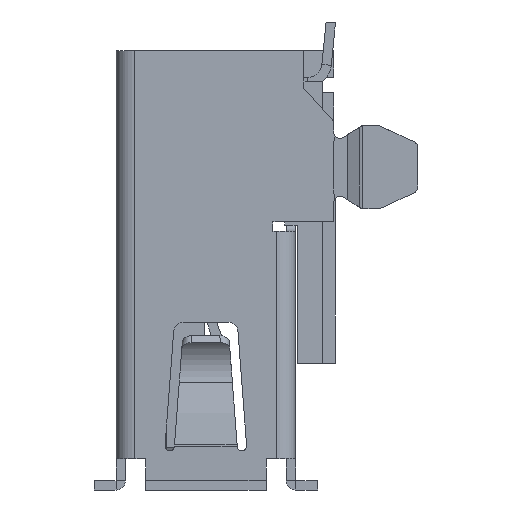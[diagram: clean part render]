
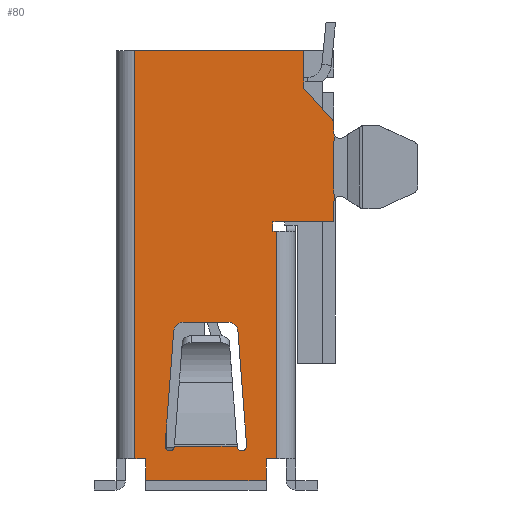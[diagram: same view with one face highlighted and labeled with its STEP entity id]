
A CAD part, left-side view. The second image highlights one B-rep face of the part: STEP entity #80.
In plain terms, the highlighted planar face has unit normal (-1, 0, 0).
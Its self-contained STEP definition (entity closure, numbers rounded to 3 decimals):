
#80=ADVANCED_FACE('3637',(#570,#571),#572,.F.);
#570=FACE_OUTER_BOUND('',#1499,.T.);
#571=FACE_BOUND('',#1500,.T.);
#572=PLANE('',#1501);
#1499=EDGE_LOOP('',(#2681,#2682,#2683,#2684,#2685,#2686,#2687,#2688,#2689,#2690,#2691,#2692,#2693,#2694,#2695,#2696,#2697,#2698,#2699,#2700));
#1500=EDGE_LOOP('',(#2701,#2702,#2703,#2704,#2705,#2706,#2707,#2708));
#1501=AXIS2_PLACEMENT_3D('',#2709,#2710,#2711);
#2681=ORIENTED_EDGE('',*,*,#6135,.T.);
#2682=ORIENTED_EDGE('',*,*,#6242,.F.);
#2683=ORIENTED_EDGE('',*,*,#6203,.T.);
#2684=ORIENTED_EDGE('',*,*,#6243,.F.);
#2685=ORIENTED_EDGE('',*,*,#6244,.T.);
#2686=ORIENTED_EDGE('',*,*,#6245,.T.);
#2687=ORIENTED_EDGE('',*,*,#6246,.T.);
#2688=ORIENTED_EDGE('',*,*,#6247,.T.);
#2689=ORIENTED_EDGE('',*,*,#6248,.T.);
#2690=ORIENTED_EDGE('',*,*,#6249,.F.);
#2691=ORIENTED_EDGE('',*,*,#6250,.T.);
#2692=ORIENTED_EDGE('',*,*,#6251,.F.);
#2693=ORIENTED_EDGE('',*,*,#6252,.T.);
#2694=ORIENTED_EDGE('',*,*,#6253,.F.);
#2695=ORIENTED_EDGE('',*,*,#6254,.T.);
#2696=ORIENTED_EDGE('',*,*,#6255,.T.);
#2697=ORIENTED_EDGE('',*,*,#6256,.T.);
#2698=ORIENTED_EDGE('',*,*,#6257,.F.);
#2699=ORIENTED_EDGE('',*,*,#6258,.F.);
#2700=ORIENTED_EDGE('',*,*,#6259,.F.);
#2701=ORIENTED_EDGE('',*,*,#6260,.F.);
#2702=ORIENTED_EDGE('',*,*,#6261,.T.);
#2703=ORIENTED_EDGE('',*,*,#6262,.F.);
#2704=ORIENTED_EDGE('',*,*,#6263,.F.);
#2705=ORIENTED_EDGE('',*,*,#6264,.T.);
#2706=ORIENTED_EDGE('',*,*,#6265,.F.);
#2707=ORIENTED_EDGE('',*,*,#6266,.T.);
#2708=ORIENTED_EDGE('',*,*,#6267,.F.);
#2709=CARTESIAN_POINT('',(-6.55,-0.3,-14.0));
#2710=DIRECTION('',(1.0,0.0,0.0));
#2711=DIRECTION('',(0.0,1.0,-0.0));
#6135=EDGE_CURVE('4787',#7372,#7370,#7373,.T.);
#6203=EDGE_CURVE('4168',#7498,#7496,#7499,.T.);
#6242=EDGE_CURVE('4179',#7498,#7370,#7560,.T.);
#6243=EDGE_CURVE('4218',#7561,#7496,#7562,.T.);
#6244=EDGE_CURVE('4791',#7561,#7563,#7564,.T.);
#6245=EDGE_CURVE('4219',#7563,#7565,#7566,.T.);
#6246=EDGE_CURVE('4169',#7565,#7567,#7568,.T.);
#6247=EDGE_CURVE('4281',#7567,#7569,#7570,.T.);
#6248=EDGE_CURVE('4273',#7569,#7571,#7572,.T.);
#6249=EDGE_CURVE('4579',#7573,#7571,#7574,.T.);
#6250=EDGE_CURVE('4584',#7573,#7575,#7576,.T.);
#6251=EDGE_CURVE('4631',#7577,#7575,#7578,.T.);
#6252=EDGE_CURVE('4650',#7577,#7579,#7580,.T.);
#6253=EDGE_CURVE('4646',#7581,#7579,#7582,.T.);
#6254=EDGE_CURVE('4641',#7581,#7583,#7584,.T.);
#6255=EDGE_CURVE('4644',#7583,#7585,#7586,.T.);
#6256=EDGE_CURVE('4597',#7585,#7587,#7588,.T.);
#6257=EDGE_CURVE('4789',#7589,#7587,#7590,.T.);
#6258=EDGE_CURVE('4785',#7591,#7589,#7592,.T.);
#6259=EDGE_CURVE('4784',#7372,#7591,#7593,.T.);
#6260=EDGE_CURVE('4302',#7594,#7595,#7596,.T.);
#6261=EDGE_CURVE('4691',#7594,#7597,#7598,.T.);
#6262=EDGE_CURVE('4301',#7599,#7597,#7600,.T.);
#6263=EDGE_CURVE('4524',#7601,#7599,#7602,.T.);
#6264=EDGE_CURVE('4559',#7601,#7603,#7604,.T.);
#6265=EDGE_CURVE('4523',#7605,#7603,#7606,.T.);
#6266=EDGE_CURVE('4557',#7605,#7607,#7608,.T.);
#6267=EDGE_CURVE('4525',#7595,#7607,#7609,.T.);
#7370=VERTEX_POINT('',#9320);
#7372=VERTEX_POINT('',#9322);
#7373=LINE('',#9323,#9324);
#7496=VERTEX_POINT('',#9497);
#7498=VERTEX_POINT('',#9500);
#7499=LINE('',#9501,#9502);
#7560=LINE('',#9590,#9591);
#7561=VERTEX_POINT('',#9592);
#7562=LINE('',#9593,#9594);
#7563=VERTEX_POINT('',#9595);
#7564=LINE('',#9596,#9597);
#7565=VERTEX_POINT('',#9598);
#7566=LINE('',#9599,#9600);
#7567=VERTEX_POINT('',#9601);
#7568=LINE('',#9602,#9603);
#7569=VERTEX_POINT('',#9604);
#7570=LINE('',#9605,#9606);
#7571=VERTEX_POINT('',#9607);
#7572=LINE('',#9608,#9609);
#7573=VERTEX_POINT('',#9610);
#7574=LINE('',#9611,#9612);
#7575=VERTEX_POINT('',#9613);
#7576=LINE('',#9614,#9615);
#7577=VERTEX_POINT('',#9616);
#7578=LINE('',#9617,#9618);
#7579=VERTEX_POINT('',#9619);
#7580=CIRCLE('',#9620,0.2);
#7581=VERTEX_POINT('',#9621);
#7582=LINE('',#9622,#9623);
#7583=VERTEX_POINT('',#9624);
#7584=LINE('',#9625,#9626);
#7585=VERTEX_POINT('',#9627);
#7586=LINE('',#9628,#9629);
#7587=VERTEX_POINT('',#9630);
#7588=CIRCLE('',#9631,0.2);
#7589=VERTEX_POINT('',#9632);
#7590=LINE('',#9633,#9634);
#7591=VERTEX_POINT('',#9635);
#7592=LINE('',#9636,#9637);
#7593=LINE('',#9638,#9639);
#7594=VERTEX_POINT('',#9640);
#7595=VERTEX_POINT('',#9641);
#7596=CIRCLE('',#9642,0.15);
#7597=VERTEX_POINT('',#9643);
#7598=LINE('',#9644,#9645);
#7599=VERTEX_POINT('',#9646);
#7600=CIRCLE('',#9647,0.15);
#7601=VERTEX_POINT('',#9648);
#7602=LINE('',#9649,#9650);
#7603=VERTEX_POINT('',#9651);
#7604=CIRCLE('',#9652,0.3);
#7605=VERTEX_POINT('',#9653);
#7606=LINE('',#9654,#9655);
#7607=VERTEX_POINT('',#9656);
#7608=CIRCLE('',#9657,0.3);
#7609=LINE('',#9658,#9659);
#9320=CARTESIAN_POINT('',(-6.55,-0.3,0.0));
#9322=CARTESIAN_POINT('',(-6.55,-5.688,0.0));
#9323=CARTESIAN_POINT('',(-6.55,-5.688,0.0));
#9324=VECTOR('',#12622,5.388);
#9497=CARTESIAN_POINT('',(-6.55,-0.64,-13.0));
#9500=CARTESIAN_POINT('',(-6.55,-0.3,-13.0));
#9501=CARTESIAN_POINT('',(-6.55,-0.3,-13.0));
#9502=VECTOR('',#12722,0.34);
#9590=CARTESIAN_POINT('',(-6.55,-0.3,-13.0));
#9591=VECTOR('',#12783,13.0);
#9592=CARTESIAN_POINT('',(-6.55,-0.64,-13.7));
#9593=CARTESIAN_POINT('',(-6.55,-0.64,-13.7));
#9594=VECTOR('',#12784,0.7);
#9595=CARTESIAN_POINT('',(-6.55,-4.48,-13.7));
#9596=CARTESIAN_POINT('',(-6.55,-0.64,-13.7));
#9597=VECTOR('',#12785,3.84);
#9598=CARTESIAN_POINT('',(-6.55,-4.48,-13.0));
#9599=CARTESIAN_POINT('',(-6.55,-4.48,-13.7));
#9600=VECTOR('',#12786,0.7);
#9601=CARTESIAN_POINT('',(-6.55,-4.82,-13.0));
#9602=CARTESIAN_POINT('',(-6.55,-4.48,-13.0));
#9603=VECTOR('',#12787,0.34);
#9604=CARTESIAN_POINT('',(-6.55,-4.82,-5.76));
#9605=CARTESIAN_POINT('',(-6.55,-4.82,-13.0));
#9606=VECTOR('',#12788,7.24);
#9607=CARTESIAN_POINT('',(-6.55,-4.7,-5.76));
#9608=CARTESIAN_POINT('',(-6.55,-4.82,-5.76));
#9609=VECTOR('',#12789,0.12);
#9610=CARTESIAN_POINT('',(-6.55,-4.7,-5.46));
#9611=CARTESIAN_POINT('',(-6.55,-4.7,-5.46));
#9612=VECTOR('',#12790,0.3);
#9613=CARTESIAN_POINT('',(-6.55,-6.638,-5.46));
#9614=CARTESIAN_POINT('',(-6.55,-4.7,-5.46));
#9615=VECTOR('',#12791,1.938);
#9616=CARTESIAN_POINT('',(-6.55,-6.638,-4.841));
#9617=CARTESIAN_POINT('',(-6.55,-6.638,-4.841));
#9618=VECTOR('',#12792,0.619);
#9619=CARTESIAN_POINT('',(-6.55,-6.658,-4.753));
#9620=AXIS2_PLACEMENT_3D('',#12793,#12794,#12795);
#9621=CARTESIAN_POINT('',(-6.55,-6.638,-4.475));
#9622=CARTESIAN_POINT('',(-6.55,-6.638,-4.475));
#9623=VECTOR('',#12796,0.279);
#9624=CARTESIAN_POINT('',(-6.55,-6.638,-2.965));
#9625=CARTESIAN_POINT('',(-6.55,-6.638,-4.475));
#9626=VECTOR('',#12797,1.51);
#9627=CARTESIAN_POINT('',(-6.55,-6.658,-2.687));
#9628=CARTESIAN_POINT('',(-6.55,-6.638,-2.965));
#9629=VECTOR('',#12798,0.279);
#9630=CARTESIAN_POINT('',(-6.55,-6.638,-2.599));
#9631=AXIS2_PLACEMENT_3D('',#12799,#12800,#12801);
#9632=CARTESIAN_POINT('',(-6.55,-6.638,-2.25));
#9633=CARTESIAN_POINT('',(-6.55,-6.638,-2.25));
#9634=VECTOR('',#12802,0.349);
#9635=CARTESIAN_POINT('',(-6.55,-5.688,-1.196));
#9636=CARTESIAN_POINT('',(-6.55,-5.688,-1.196));
#9637=VECTOR('',#12803,1.419);
#9638=CARTESIAN_POINT('',(-6.55,-5.688,0.0));
#9639=VECTOR('',#12804,1.196);
#9640=CARTESIAN_POINT('',(-6.55,-3.56,-12.6));
#9641=CARTESIAN_POINT('',(-6.55,-3.86,-12.6));
#9642=AXIS2_PLACEMENT_3D('',#12805,#12806,#12807);
#9643=CARTESIAN_POINT('',(-6.55,-1.56,-12.6));
#9644=CARTESIAN_POINT('',(-6.55,-3.56,-12.6));
#9645=VECTOR('',#12808,2.0);
#9646=CARTESIAN_POINT('',(-6.55,-1.26,-12.6));
#9647=AXIS2_PLACEMENT_3D('',#12809,#12810,#12811);
#9648=CARTESIAN_POINT('',(-6.55,-1.539,-8.927));
#9649=CARTESIAN_POINT('',(-6.55,-1.539,-8.927));
#9650=VECTOR('',#12812,3.683);
#9651=CARTESIAN_POINT('',(-6.55,-1.838,-8.65));
#9652=AXIS2_PLACEMENT_3D('',#12813,#12814,#12815);
#9653=CARTESIAN_POINT('',(-6.55,-3.282,-8.65));
#9654=CARTESIAN_POINT('',(-6.55,-3.282,-8.65));
#9655=VECTOR('',#12816,1.444);
#9656=CARTESIAN_POINT('',(-6.55,-3.581,-8.927));
#9657=AXIS2_PLACEMENT_3D('',#12817,#12818,#12819);
#9658=CARTESIAN_POINT('',(-6.55,-3.86,-12.6));
#9659=VECTOR('',#12820,3.683);
#12622=DIRECTION('',(0.0,1.0,0.0));
#12722=DIRECTION('',(0.0,-1.0,0.0));
#12783=DIRECTION('',(0.0,0.0,1.0));
#12784=DIRECTION('',(0.0,0.0,1.0));
#12785=DIRECTION('',(0.0,-1.0,0.0));
#12786=DIRECTION('',(0.0,0.0,1.0));
#12787=DIRECTION('',(0.0,-1.0,0.0));
#12788=DIRECTION('',(0.0,0.0,1.0));
#12789=DIRECTION('',(0.0,1.0,0.0));
#12790=DIRECTION('',(0.0,0.0,-1.0));
#12791=DIRECTION('',(0.0,-1.0,0.0));
#12792=DIRECTION('',(0.0,0.0,-1.0));
#12793=CARTESIAN_POINT('',(-6.55,-6.838,-4.841));
#12794=DIRECTION('',(1.0,0.0,0.0));
#12795=DIRECTION('',(0.0,1.0,0.0));
#12796=DIRECTION('',(0.0,-0.072,-0.997));
#12797=DIRECTION('',(0.0,0.0,1.0));
#12798=DIRECTION('',(0.0,-0.072,0.997));
#12799=CARTESIAN_POINT('',(-6.55,-6.838,-2.599));
#12800=DIRECTION('',(1.0,0.0,0.0));
#12801=DIRECTION('',(0.0,0.9,-0.436));
#12802=DIRECTION('',(0.0,0.0,-1.0));
#12803=DIRECTION('',(0.0,-0.67,-0.743));
#12804=DIRECTION('',(0.0,0.0,-1.0));
#12805=CARTESIAN_POINT('',(-6.55,-3.71,-12.6));
#12806=DIRECTION('',(-1.0,0.0,0.0));
#12807=DIRECTION('',(0.0,1.0,0.0));
#12808=DIRECTION('',(0.0,1.0,0.0));
#12809=CARTESIAN_POINT('',(-6.55,-1.41,-12.6));
#12810=DIRECTION('',(-1.0,0.0,0.0));
#12811=DIRECTION('',(0.0,1.0,0.0));
#12812=DIRECTION('',(0.0,0.076,-0.997));
#12813=CARTESIAN_POINT('',(-6.55,-1.838,-8.95));
#12814=DIRECTION('',(1.0,0.0,-0.0));
#12815=DIRECTION('',(0.0,0.997,0.076));
#12816=DIRECTION('',(0.0,1.0,0.0));
#12817=CARTESIAN_POINT('',(-6.55,-3.282,-8.95));
#12818=DIRECTION('',(1.0,0.0,-0.0));
#12819=DIRECTION('',(0.0,0.0,1.0));
#12820=DIRECTION('',(0.0,0.076,0.997));
